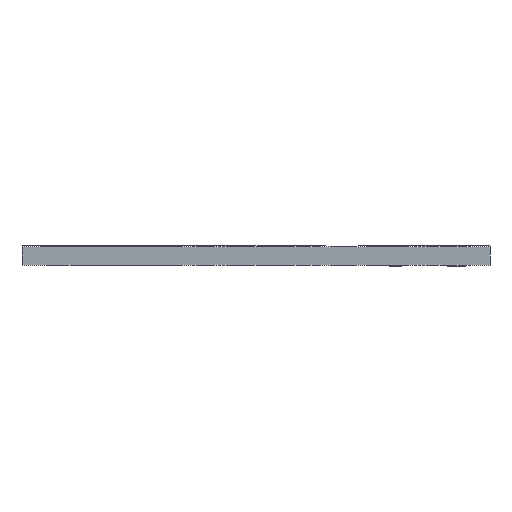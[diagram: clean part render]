
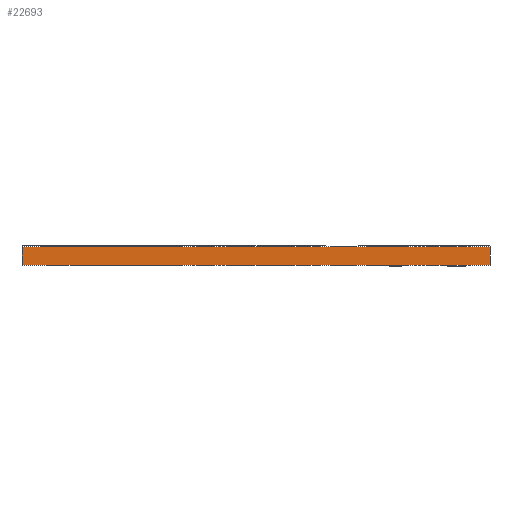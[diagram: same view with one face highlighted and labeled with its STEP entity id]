
A CAD part, front view. The second image highlights one B-rep face of the part: STEP entity #22693.
In plain terms, the highlighted planar face has unit normal (0, -1, 0).
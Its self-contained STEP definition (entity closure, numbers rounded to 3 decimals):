
#22693 = ADVANCED_FACE('',(#22694),#22728,.T.);
#22694 = FACE_BOUND('',#22695,.T.);
#22695 = EDGE_LOOP('',(#22696,#22706,#22714,#22722));
#22696 = ORIENTED_EDGE('',*,*,#22697,.T.);
#22697 = EDGE_CURVE('',#22698,#22700,#22702,.T.);
#22698 = VERTEX_POINT('',#22699);
#22699 = CARTESIAN_POINT('',(19.1,-18.7,0.));
#22700 = VERTEX_POINT('',#22701);
#22701 = CARTESIAN_POINT('',(19.1,-18.7,1.51));
#22702 = LINE('',#22703,#22704);
#22703 = CARTESIAN_POINT('',(19.1,-18.7,0.));
#22704 = VECTOR('',#22705,1.);
#22705 = DIRECTION('',(0.,0.,1.));
#22706 = ORIENTED_EDGE('',*,*,#22707,.T.);
#22707 = EDGE_CURVE('',#22700,#22708,#22710,.T.);
#22708 = VERTEX_POINT('',#22709);
#22709 = CARTESIAN_POINT('',(-19.101,-18.7,1.51));
#22710 = LINE('',#22711,#22712);
#22711 = CARTESIAN_POINT('',(19.1,-18.7,1.51));
#22712 = VECTOR('',#22713,1.);
#22713 = DIRECTION('',(-1.,0.,0.));
#22714 = ORIENTED_EDGE('',*,*,#22715,.F.);
#22715 = EDGE_CURVE('',#22716,#22708,#22718,.T.);
#22716 = VERTEX_POINT('',#22717);
#22717 = CARTESIAN_POINT('',(-19.101,-18.7,0.));
#22718 = LINE('',#22719,#22720);
#22719 = CARTESIAN_POINT('',(-19.101,-18.7,0.));
#22720 = VECTOR('',#22721,1.);
#22721 = DIRECTION('',(0.,0.,1.));
#22722 = ORIENTED_EDGE('',*,*,#22723,.F.);
#22723 = EDGE_CURVE('',#22698,#22716,#22724,.T.);
#22724 = LINE('',#22725,#22726);
#22725 = CARTESIAN_POINT('',(19.1,-18.7,0.));
#22726 = VECTOR('',#22727,1.);
#22727 = DIRECTION('',(-1.,0.,0.));
#22728 = PLANE('',#22729);
#22729 = AXIS2_PLACEMENT_3D('',#22730,#22731,#22732);
#22730 = CARTESIAN_POINT('',(19.1,-18.7,0.));
#22731 = DIRECTION('',(0.,-1.,0.));
#22732 = DIRECTION('',(-1.,0.,0.));
